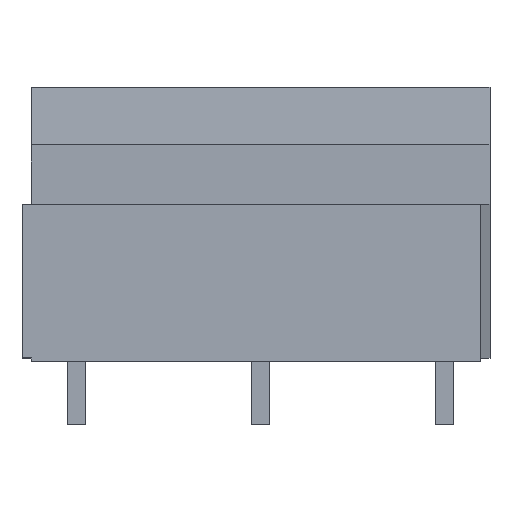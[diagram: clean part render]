
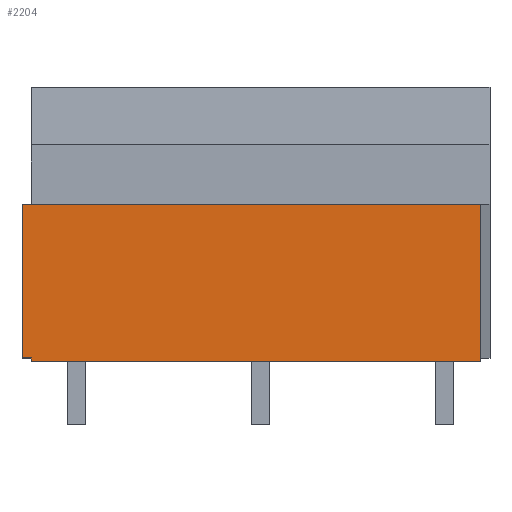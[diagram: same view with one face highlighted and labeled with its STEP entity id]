
A CAD part, top view. The second image highlights one B-rep face of the part: STEP entity #2204.
In plain terms, the highlighted planar face has unit normal (0, 0, 1).
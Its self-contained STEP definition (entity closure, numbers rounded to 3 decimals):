
#400=DIRECTION('',(1.,0.,0.));
#401=VECTOR('',#400,24.9);
#402=CARTESIAN_POINT('',(-12.7,-7.6,0.));
#403=LINE('',#402,#401);
#588=DIRECTION('',(1.,0.,0.));
#589=VECTOR('',#588,0.5);
#590=CARTESIAN_POINT('',(-13.2,-7.4,0.));
#591=LINE('',#590,#589);
#592=DIRECTION('',(0.,-1.,0.));
#593=VECTOR('',#592,8.5);
#594=CARTESIAN_POINT('',(-13.2,1.1,0.));
#595=LINE('',#594,#593);
#596=DIRECTION('',(1.,0.,0.));
#597=VECTOR('',#596,25.4);
#598=CARTESIAN_POINT('',(-13.2,1.1,0.));
#599=LINE('',#598,#597);
#600=DIRECTION('',(0.,-1.,0.));
#601=VECTOR('',#600,8.7);
#602=CARTESIAN_POINT('',(12.2,1.1,0.));
#603=LINE('',#602,#601);
#604=DIRECTION('',(0.,1.,0.));
#605=VECTOR('',#604,0.2);
#606=CARTESIAN_POINT('',(-12.7,-7.6,0.));
#607=LINE('',#606,#605);
#1104=CARTESIAN_POINT('',(12.2,-7.6,0.));
#1106=VERTEX_POINT('',#1104);
#1118=CARTESIAN_POINT('',(12.2,1.1,0.));
#1119=VERTEX_POINT('',#1118);
#1125=CARTESIAN_POINT('',(-13.2,1.1,0.));
#1127=VERTEX_POINT('',#1125);
#1150=CARTESIAN_POINT('',(-13.2,-7.4,0.));
#1151=CARTESIAN_POINT('',(-12.7,-7.4,0.));
#1152=VERTEX_POINT('',#1150);
#1153=VERTEX_POINT('',#1151);
#1154=CARTESIAN_POINT('',(-12.7,-7.6,0.));
#1155=VERTEX_POINT('',#1154);
#2189=CARTESIAN_POINT('',(-12.7,1.1,0.));
#2190=DIRECTION('',(0.,0.,1.));
#2191=DIRECTION('',(0.,-1.,0.));
#2192=AXIS2_PLACEMENT_3D('',#2189,#2190,#2191);
#2193=PLANE('',#2192);
#2194=ORIENTED_EDGE('',*,*,#1423,.F.);
#2196=ORIENTED_EDGE('',*,*,#2195,.F.);
#2198=ORIENTED_EDGE('',*,*,#2197,.T.);
#2199=ORIENTED_EDGE('',*,*,#2178,.T.);
#2200=ORIENTED_EDGE('',*,*,#1860,.F.);
#2201=ORIENTED_EDGE('',*,*,#1355,.T.);
#2202=EDGE_LOOP('',(#2194,#2196,#2198,#2199,#2200,#2201));
#2203=FACE_OUTER_BOUND('',#2202,.F.);
#2204=ADVANCED_FACE('',(#2203),#2193,.T.);
#1355=EDGE_CURVE('',#1155,#1153,#607,.T.);
#1423=EDGE_CURVE('',#1152,#1153,#591,.T.);
#1860=EDGE_CURVE('',#1155,#1106,#403,.T.);
#2178=EDGE_CURVE('',#1119,#1106,#603,.T.);
#2195=EDGE_CURVE('',#1127,#1152,#595,.T.);
#2197=EDGE_CURVE('',#1127,#1119,#599,.T.);
